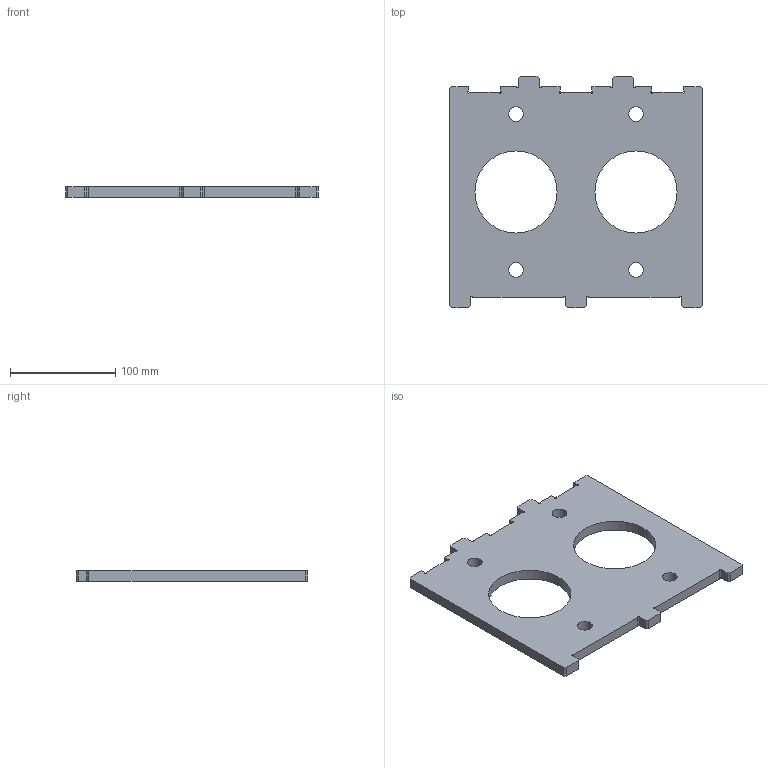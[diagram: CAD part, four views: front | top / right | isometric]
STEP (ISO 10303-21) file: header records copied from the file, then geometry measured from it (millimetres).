
FILE_DESCRIPTION (( 'STEP AP203' ), '1' );
FILE_NAME ('SHRPRO-V1 1110.09-A Bearing side plate 5.step', '2019-12-23T20:12:17', ( '' ), ( '' ), 'SwSTEP 2.0', 'SolidWorks 2018', '' );
FILE_SCHEMA (( 'CONFIG_CONTROL_DESIGN' ));
Length unit declared in the file: millimetre
Products named in the file (1): SHRPRO-V1 1110.09-A Bearing side plate 5
Bounding box: 240 x 220 x 10 mm (x, y, z)
Volume: 383147.6 mm3; surface area: 93509.2 mm2
Topology: 1 solids, 1 shells, 75 faces, 219 edges, 146 vertices
Faces by surface type: plane 46, cylinder 29
Entity records: 2575 total; most frequent: CARTESIAN_POINT 458, ORIENTED_EDGE 438, DIRECTION 412, EDGE_CURVE 219, VERTEX_POINT 146, LINE 144, VECTOR 144, AXIS2_PLACEMENT_3D 134
